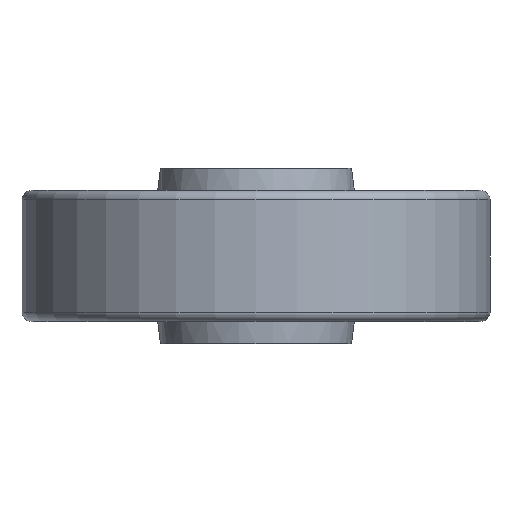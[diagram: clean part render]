
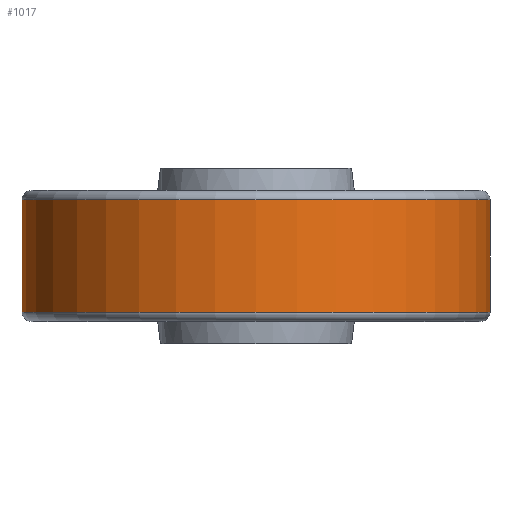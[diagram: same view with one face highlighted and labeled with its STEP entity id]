
A CAD part, front view. The second image highlights one B-rep face of the part: STEP entity #1017.
In plain terms, the highlighted cylindrical face has radius 62.5 mm (diameter 125 mm), a partial arc.
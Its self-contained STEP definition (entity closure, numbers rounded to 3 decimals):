
#192 = VECTOR ( 'NONE', #4809, 1000. ) ;
#757 = CIRCLE ( 'NONE', #4769, 62.5 ) ;
#890 = LINE ( 'NONE', #1973, #2885 ) ;
#1007 = FACE_OUTER_BOUND ( 'NONE', #5593, .T. ) ;
#1017 = ADVANCED_FACE ( 'NONE', ( #1007 ), #5117, .T. ) ;
#1145 = EDGE_CURVE ( 'NONE', #5111, #5243, #4787, .T. ) ;
#1271 = EDGE_CURVE ( 'NONE', #5111, #4077, #890, .T. ) ;
#1530 = CARTESIAN_POINT ( 'NONE',  ( 0., 0., 0. ) ) ;
#1570 = VERTEX_POINT ( 'NONE', #5769 ) ;
#1753 = EDGE_CURVE ( 'NONE', #1570, #4077, #757, .T. ) ;
#1973 = CARTESIAN_POINT ( 'NONE',  ( 62.5, 0., 0. ) ) ;
#2152 = LINE ( 'NONE', #2195, #192 ) ;
#2195 = CARTESIAN_POINT ( 'NONE',  ( -62.5, 0., 0. ) ) ;
#2614 = DIRECTION ( 'NONE',  ( -1., 0., 0. ) ) ;
#2850 = DIRECTION ( 'NONE',  ( 0., 0., 1. ) ) ;
#2885 = VECTOR ( 'NONE', #4672, 1000. ) ;
#2959 = CARTESIAN_POINT ( 'NONE',  ( 62.5, 0., 15. ) ) ;
#3054 = ORIENTED_EDGE ( 'NONE', *, *, #1753, .T. ) ;
#3552 = CARTESIAN_POINT ( 'NONE',  ( -62.5, 0., 15. ) ) ;
#3592 = ORIENTED_EDGE ( 'NONE', *, *, #1145, .T. ) ;
#3735 = ORIENTED_EDGE ( 'NONE', *, *, #4515, .T. ) ;
#3751 = CARTESIAN_POINT ( 'NONE',  ( 0., 0., -15. ) ) ;
#3762 = DIRECTION ( 'NONE',  ( 0., 0., -1. ) ) ;
#3785 = DIRECTION ( 'NONE',  ( -1., 0., 0. ) ) ;
#4077 = VERTEX_POINT ( 'NONE', #5904 ) ;
#4238 = ORIENTED_EDGE ( 'NONE', *, *, #1271, .F. ) ;
#4321 = DIRECTION ( 'NONE',  ( 1., 0., 0. ) ) ;
#4515 = EDGE_CURVE ( 'NONE', #5243, #1570, #2152, .T. ) ;
#4564 = AXIS2_PLACEMENT_3D ( 'NONE', #1530, #5752, #2614 ) ;
#4672 = DIRECTION ( 'NONE',  ( 0., 0., -1. ) ) ;
#4769 = AXIS2_PLACEMENT_3D ( 'NONE', #3751, #2850, #3785 ) ;
#4787 = CIRCLE ( 'NONE', #6190, 62.5 ) ;
#4809 = DIRECTION ( 'NONE',  ( 0., 0., -1. ) ) ;
#5111 = VERTEX_POINT ( 'NONE', #2959 ) ;
#5117 = CYLINDRICAL_SURFACE ( 'NONE', #4564, 62.5 ) ;
#5243 = VERTEX_POINT ( 'NONE', #3552 ) ;
#5593 = EDGE_LOOP ( 'NONE', ( #4238, #3592, #3735, #3054 ) ) ;
#5752 = DIRECTION ( 'NONE',  ( 0., 0., -1. ) ) ;
#5769 = CARTESIAN_POINT ( 'NONE',  ( -62.5, 0., -15. ) ) ;
#5781 = CARTESIAN_POINT ( 'NONE',  ( 0., 0., 15. ) ) ;
#5904 = CARTESIAN_POINT ( 'NONE',  ( 62.5, 0., -15. ) ) ;
#6190 = AXIS2_PLACEMENT_3D ( 'NONE', #5781, #3762, #4321 ) ;
